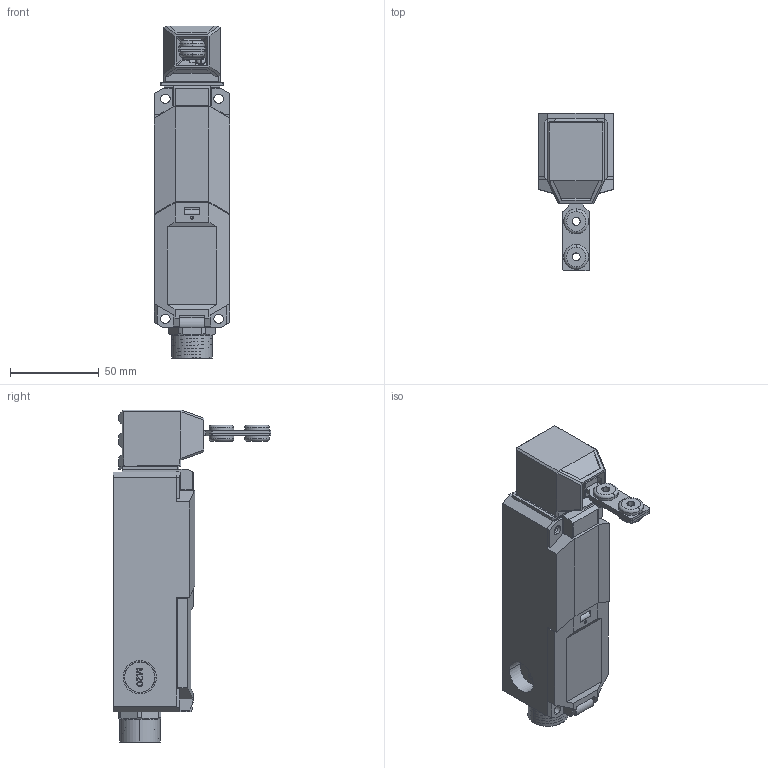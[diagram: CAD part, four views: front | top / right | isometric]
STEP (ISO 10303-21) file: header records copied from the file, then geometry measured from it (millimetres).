
FILE_DESCRIPTION((''),'2;1');
FILE_NAME('192572_ASM','2016-01-20T',('pdmadmin'),(''),'PRO/ENGINEER BY PARAMETRIC TECHNOLOGY CORPORATION, 2013230','PRO/ENGINEER BY PARAMETRIC TECHNOLOGY CORPORATION, 2013230','');
FILE_SCHEMA(('CONFIG_CONTROL_DESIGN'));
Products named in the file (12): SI_LS42_INTERLOCK_BODY_PART_4; SI_LS42_INTERLOCK_BODY_PART_14; SI_LS42_INTERLOCK_BODY_PART_1; SI_LS42_INTERLOCK_BODY_PART_13; SI_LS42_INTERLOCK_BODY_PART_12; SI_LS42_INTERLOCK_BODY_PART_11; SI_LS42_INTERLOCK_BODY_PART_5; SI_LS42_INTERLOCK_BODY_PART_7; SI_LS42_INTERLOCK_BODY_PART_15; 48555---SI-QM-SSA; 65145; 192572_ASM
Assembly tree (11 placements, depth 2):
  192572_ASM
    SI_LS42_INTERLOCK_BODY_PART_4
    SI_LS42_INTERLOCK_BODY_PART_14
    SI_LS42_INTERLOCK_BODY_PART_1
    SI_LS42_INTERLOCK_BODY_PART_13
    SI_LS42_INTERLOCK_BODY_PART_12
    SI_LS42_INTERLOCK_BODY_PART_11
    SI_LS42_INTERLOCK_BODY_PART_5
    SI_LS42_INTERLOCK_BODY_PART_7
    SI_LS42_INTERLOCK_BODY_PART_15
    48555---SI-QM-SSA
    65145
Bounding box: 42.5 x 88.8 x 187.02 mm (x, y, z)
Volume: 132626 mm3; surface area: 106248.4 mm2
Topology: 11 solids, 11 shells, 2202 faces, 6048 edges, 3943 vertices
Faces by surface type: plane 1691, cylinder 395, cone 52, torus 37, bspline 16, sphere 7, extrusion 4
Entity records: 72862 total; most frequent: CARTESIAN_POINT 16134, ORIENTED_EDGE 12072, DIRECTION 11231, EDGE_CURVE 6036, VECTOR 4943, LINE 4939, VERTEX_POINT 3943, AXIS2_PLACEMENT_3D 3144
